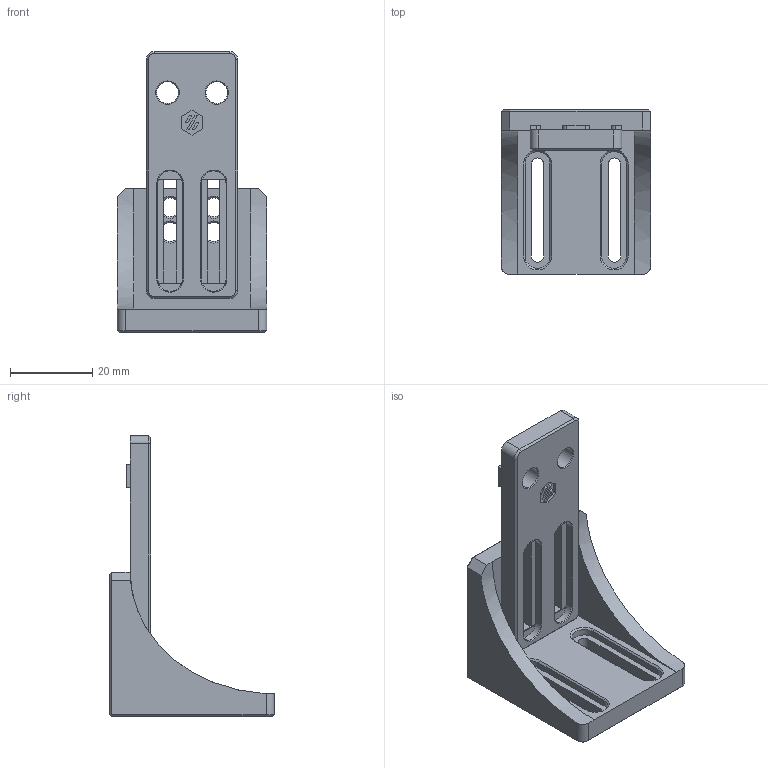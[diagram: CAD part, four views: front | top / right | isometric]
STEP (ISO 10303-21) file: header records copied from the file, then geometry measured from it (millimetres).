
FILE_DESCRIPTION(('FreeCAD Model'),'2;1');
FILE_NAME('Open CASCADE Shape Model','2025-06-03T22:17:11',(''),(''), 'Open CASCADE STEP processor 7.8','FreeCAD','Unknown');
FILE_SCHEMA(('AUTOMOTIVE_DESIGN { 1 0 10303 214 1 1 1 1 }'));
Length unit declared in the file: millimetre
Products named in the file (3): Klickystyle_mount; Klickystyle-long; Klickystyle_joint
Assembly tree (2 placements, depth 2):
  Klickystyle_mount
    Klickystyle-long
    Klickystyle_joint
Bounding box: 36.25 x 40 x 68.25 mm (x, y, z)
Volume: 18867.1 mm3; surface area: 11122.5 mm2
Topology: 2 solids, 2 shells, 181 faces, 441 edges, 272 vertices
Faces by surface type: plane 119, cylinder 32, cone 28, extrusion 2
Full cylindrical faces by diameter (mm): 4.6 x4, 5.3 x2
Entity records: 11475 total; most frequent: CARTESIAN_POINT 2355, DIRECTION 1740, VECTOR 1119, LINE 1117, ORIENTED_EDGE 882, PCURVE 882, DEFINITIONAL_REPRESENTATION 882, EDGE_CURVE 441
